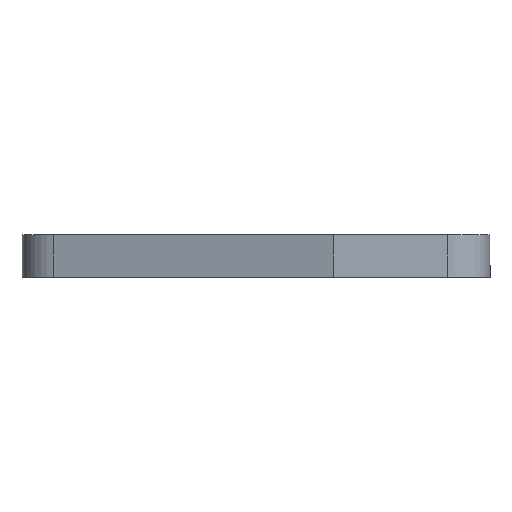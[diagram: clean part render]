
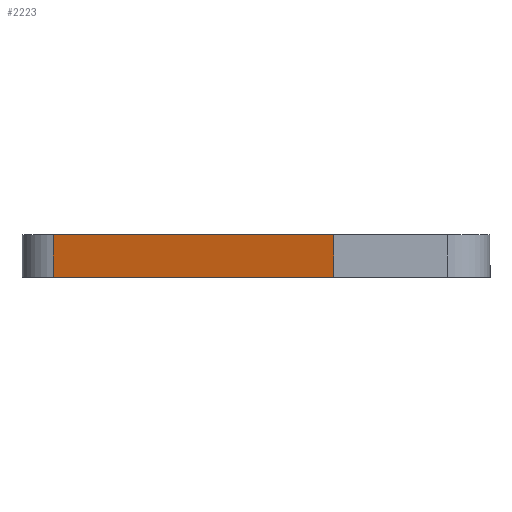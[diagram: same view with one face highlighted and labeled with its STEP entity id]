
A CAD part, front view. The second image highlights one B-rep face of the part: STEP entity #2223.
In plain terms, the highlighted planar face has unit normal (-0.263, -0.965, 0).
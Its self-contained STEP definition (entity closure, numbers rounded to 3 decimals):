
#169 = CARTESIAN_POINT ( 'NONE',  ( -26.789, 2.397, -1.8 ) ) ;
#170 = CARTESIAN_POINT ( 'NONE',  ( -7., -3., 1.2 ) ) ;
#185 = CARTESIAN_POINT ( 'NONE',  ( -26.789, 2.397, 1.2 ) ) ;
#201 = CARTESIAN_POINT ( 'NONE',  ( -7., -3., -1.8 ) ) ;
#331 = CARTESIAN_POINT ( 'NONE',  ( -29., 3., 1.2 ) ) ;
#344 = DIRECTION ( 'NONE',  ( 0.965, -0.263, 0. ) ) ;
#382 = CARTESIAN_POINT ( 'NONE',  ( -7., -3., -1.8 ) ) ;
#403 = DIRECTION ( 'NONE',  ( 0., 0., 1. ) ) ;
#460 = VERTEX_POINT ( 'NONE', #185 ) ;
#466 = VERTEX_POINT ( 'NONE', #169 ) ;
#471 = VERTEX_POINT ( 'NONE', #170 ) ;
#502 = VERTEX_POINT ( 'NONE', #201 ) ;
#516 = DIRECTION ( 'NONE',  ( 0.965, -0.263, 0. ) ) ;
#553 = EDGE_LOOP ( 'NONE', ( #964, #932, #962, #954 ) ) ;
#932 = ORIENTED_EDGE ( 'NONE', *, *, #1523, .T. ) ;
#954 = ORIENTED_EDGE ( 'NONE', *, *, #1462, .T. ) ;
#962 = ORIENTED_EDGE ( 'NONE', *, *, #1510, .T. ) ;
#964 = ORIENTED_EDGE ( 'NONE', *, *, #1444, .F. ) ;
#1020 = VECTOR ( 'NONE', #344, 1000. ) ;
#1044 = LINE ( 'NONE', #331, #1020 ) ;
#1062 = LINE ( 'NONE', #382, #1091 ) ;
#1091 = VECTOR ( 'NONE', #403, 1000. ) ;
#1118 = LINE ( 'NONE', #2277, #1120 ) ;
#1120 = VECTOR ( 'NONE', #516, 1000. ) ;
#1197 = VECTOR ( 'NONE', #1731, 1000. ) ;
#1205 = LINE ( 'NONE', #1748, #1197 ) ;
#1344 = FACE_OUTER_BOUND ( 'NONE', #553, .T. ) ;
#1444 = EDGE_CURVE ( 'NONE', #460, #471, #1044, .T. ) ;
#1462 = EDGE_CURVE ( 'NONE', #502, #471, #1062, .T. ) ;
#1510 = EDGE_CURVE ( 'NONE', #466, #502, #1118, .T. ) ;
#1523 = EDGE_CURVE ( 'NONE', #460, #466, #1205, .T. ) ;
#1680 = AXIS2_PLACEMENT_3D ( 'NONE', #2063, #2052, #2095 ) ;
#1731 = DIRECTION ( 'NONE',  ( 0., 0., -1. ) ) ;
#1748 = CARTESIAN_POINT ( 'NONE',  ( -26.789, 2.397, -1.8 ) ) ;
#2052 = DIRECTION ( 'NONE',  ( -0.263, -0.965, 0. ) ) ;
#2063 = CARTESIAN_POINT ( 'NONE',  ( -29., 3., -1.8 ) ) ;
#2094 = PLANE ( 'NONE',  #1680 ) ;
#2095 = DIRECTION ( 'NONE',  ( 0.965, -0.263, 0. ) ) ;
#2223 = ADVANCED_FACE ( 'NONE', ( #1344 ), #2094, .T. ) ;
#2277 = CARTESIAN_POINT ( 'NONE',  ( -29., 3., -1.8 ) ) ;
